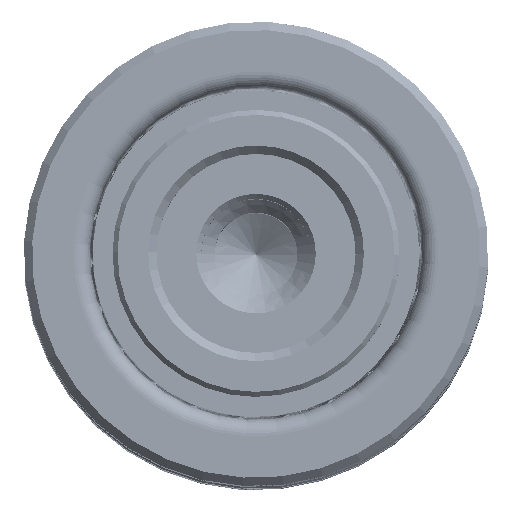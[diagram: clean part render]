
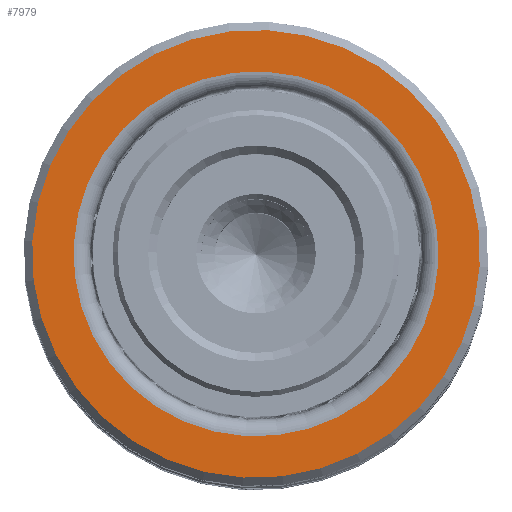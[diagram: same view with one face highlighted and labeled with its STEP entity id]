
A CAD part, top view. The second image highlights one B-rep face of the part: STEP entity #7979.
In plain terms, the highlighted face is planar.
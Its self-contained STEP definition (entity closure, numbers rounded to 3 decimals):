
#140 = DIRECTION ( 'NONE',  ( 0., 0., -1. ) ) ;
#1223 = ORIENTED_EDGE ( 'NONE', *, *, #27630, .T. ) ;
#1237 = CARTESIAN_POINT ( 'NONE',  ( 13.5, 0., 0. ) ) ;
#2637 = ORIENTED_EDGE ( 'NONE', *, *, #38525, .T. ) ;
#3177 = AXIS2_PLACEMENT_3D ( 'NONE', #34855, #16915, #37857 ) ;
#3978 = VERTEX_POINT ( 'NONE', #37257 ) ;
#5347 = DIRECTION ( 'NONE',  ( 0., 0., 1. ) ) ;
#5381 = ORIENTED_EDGE ( 'NONE', *, *, #15537, .T. ) ;
#7737 = PLANE ( 'NONE',  #9249 ) ;
#7979 = ADVANCED_FACE ( 'NONE', ( #15435, #14495 ), #7737, .F. ) ;
#9249 = AXIS2_PLACEMENT_3D ( 'NONE', #28712, #38262, #20336 ) ;
#10916 = VERTEX_POINT ( 'NONE', #21083 ) ;
#14229 = VERTEX_POINT ( 'NONE', #1237 ) ;
#14495 = FACE_OUTER_BOUND ( 'NONE', #19672, .T. ) ;
#15435 = FACE_BOUND ( 'NONE', #25252, .T. ) ;
#15537 = EDGE_CURVE ( 'NONE', #10916, #14229, #26666, .T. ) ;
#16283 = CARTESIAN_POINT ( 'NONE',  ( 0., 0., 0. ) ) ;
#16709 = EDGE_CURVE ( 'NONE', #14229, #10916, #38346, .T. ) ;
#16915 = DIRECTION ( 'NONE',  ( 0., 0., 1. ) ) ;
#18073 = CARTESIAN_POINT ( 'NONE',  ( 0., 0., 0. ) ) ;
#19299 = DIRECTION ( 'NONE',  ( 1., 0., 0. ) ) ;
#19672 = EDGE_LOOP ( 'NONE', ( #38012, #5381 ) ) ;
#20336 = DIRECTION ( 'NONE',  ( 1., 0., 0. ) ) ;
#21083 = CARTESIAN_POINT ( 'NONE',  ( -13.5, 0., 0. ) ) ;
#21122 = DIRECTION ( 'NONE',  ( 1., 0., 0. ) ) ;
#21867 = VERTEX_POINT ( 'NONE', #31713 ) ;
#23327 = CARTESIAN_POINT ( 'NONE',  ( 0., 0., 0. ) ) ;
#25252 = EDGE_LOOP ( 'NONE', ( #1223, #2637 ) ) ;
#26328 = DIRECTION ( 'NONE',  ( 1., 0., 0. ) ) ;
#26666 = CIRCLE ( 'NONE', #29538, 13.5 ) ;
#27528 = CIRCLE ( 'NONE', #32699, 11. ) ;
#27630 = EDGE_CURVE ( 'NONE', #21867, #3978, #35621, .T. ) ;
#28712 = CARTESIAN_POINT ( 'NONE',  ( 0., 0., 0. ) ) ;
#29538 = AXIS2_PLACEMENT_3D ( 'NONE', #18073, #140, #21122 ) ;
#31713 = CARTESIAN_POINT ( 'NONE',  ( 11., 0., 0. ) ) ;
#32699 = AXIS2_PLACEMENT_3D ( 'NONE', #23327, #5347, #26328 ) ;
#34565 = AXIS2_PLACEMENT_3D ( 'NONE', #16283, #37226, #19299 ) ;
#34855 = CARTESIAN_POINT ( 'NONE',  ( 0., 0., 0. ) ) ;
#35621 = CIRCLE ( 'NONE', #3177, 11. ) ;
#37226 = DIRECTION ( 'NONE',  ( 0., 0., -1. ) ) ;
#37257 = CARTESIAN_POINT ( 'NONE',  ( -11., 0., 0. ) ) ;
#37857 = DIRECTION ( 'NONE',  ( 1., 0., 0. ) ) ;
#38012 = ORIENTED_EDGE ( 'NONE', *, *, #16709, .T. ) ;
#38262 = DIRECTION ( 'NONE',  ( 0., 0., 1. ) ) ;
#38346 = CIRCLE ( 'NONE', #34565, 13.5 ) ;
#38525 = EDGE_CURVE ( 'NONE', #3978, #21867, #27528, .T. ) ;
